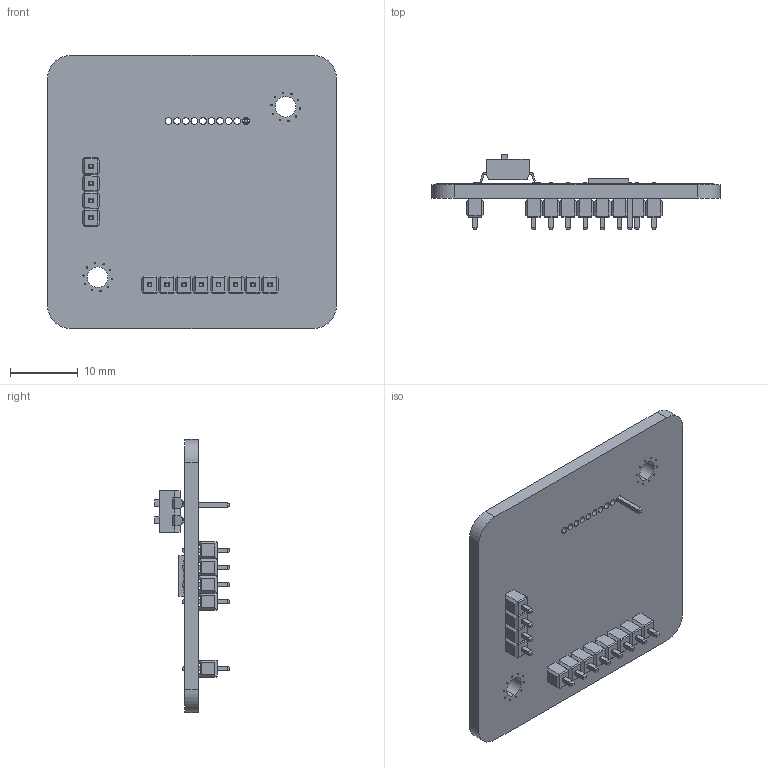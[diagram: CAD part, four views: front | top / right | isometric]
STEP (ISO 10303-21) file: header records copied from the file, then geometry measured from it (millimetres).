
FILE_DESCRIPTION (( 'STEP AP214' ), '1' );
FILE_NAME ('PN532_NFC_Assembly.STEP', '2019-11-01T00:36:30', ( 'alexey' ), ( '' ), 'SwSTEP 2.0', 'SolidWorks 2017', '' );
FILE_SCHEMA (( 'AUTOMOTIVE_DESIGN' ));
Length unit declared in the file: millimetre
Products named in the file (34): Pin Stand 2.54mm_1; pin_my_1; NFC_MODULE_1; PN532_NFC_Assembly; Switch_2_1; QFN40 (6x6)_1
Assembly tree (28 placements, depth 2):
  Pin Stand 2.54mm_1
  pin_my_1
  Pin Stand 2.54mm_1
  pin_my_1
  Pin Stand 2.54mm_1
Bounding box: 42.7 x 11.05 x 40.4 mm (x, y, z)
Volume: 3771.7 mm3; surface area: 4997.4 mm2
Topology: 45 solids, 45 shells, 1803 faces, 4840 edges, 3219 vertices
Faces by surface type: plane 1218, bspline 302, cylinder 283
Entity records: 76286 total; most frequent: CARTESIAN_POINT 27816, ORIENTED_EDGE 7460, DIRECTION 5681, EDGE_CURVE 3730, LINE 2547, VECTOR 2547, VERTEX_POINT 2495, AXIS2_PLACEMENT_3D 1567
